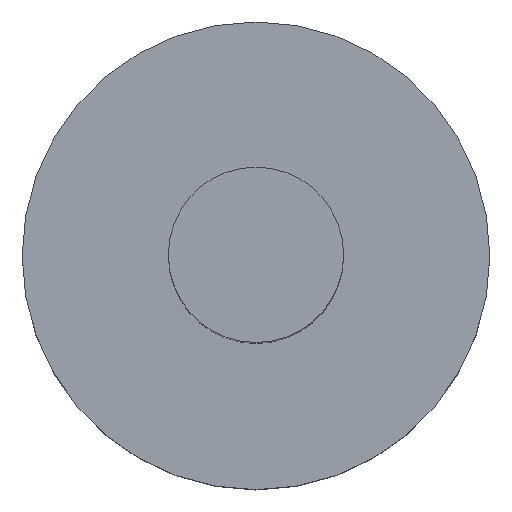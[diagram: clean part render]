
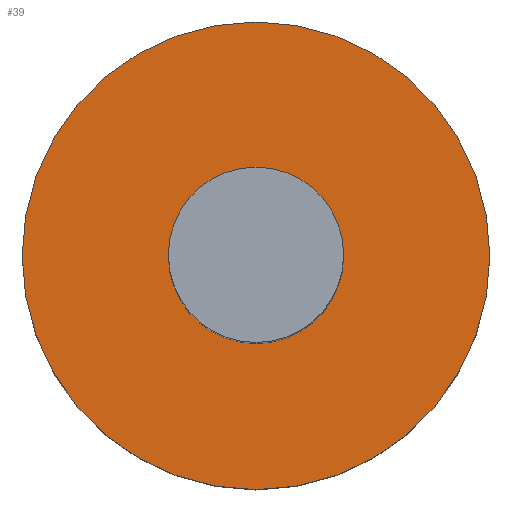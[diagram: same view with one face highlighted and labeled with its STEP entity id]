
A CAD part, top view. The second image highlights one B-rep face of the part: STEP entity #39.
In plain terms, the highlighted planar face has unit normal (0, 0, 1).
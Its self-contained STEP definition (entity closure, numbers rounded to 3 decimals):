
#8 = AXIS2_PLACEMENT_3D ( 'NONE', #131, #18, #200 ) ;
#18 = DIRECTION ( 'NONE',  ( 0., 0., 1. ) ) ;
#19 = CARTESIAN_POINT ( 'NONE',  ( 0., 0., 3. ) ) ;
#21 = AXIS2_PLACEMENT_3D ( 'NONE', #157, #98, #65 ) ;
#28 = FACE_BOUND ( 'NONE', #119, .T. ) ;
#39 = ADVANCED_FACE ( 'NONE', ( #97, #28 ), #126, .T. ) ;
#41 = EDGE_LOOP ( 'NONE', ( #96, #181 ) ) ;
#45 = CARTESIAN_POINT ( 'NONE',  ( 0., 0., 3. ) ) ;
#50 = AXIS2_PLACEMENT_3D ( 'NONE', #159, #132, #173 ) ;
#52 = CARTESIAN_POINT ( 'NONE',  ( 4., 0., 3. ) ) ;
#63 = VERTEX_POINT ( 'NONE', #112 ) ;
#64 = EDGE_CURVE ( 'NONE', #138, #167, #177, .T. ) ;
#65 = DIRECTION ( 'NONE',  ( 1., 0., 0. ) ) ;
#67 = DIRECTION ( 'NONE',  ( 0., 0., 1. ) ) ;
#75 = DIRECTION ( 'NONE',  ( 0., 0., 1. ) ) ;
#80 = EDGE_CURVE ( 'NONE', #167, #138, #122, .T. ) ;
#81 = VERTEX_POINT ( 'NONE', #143 ) ;
#84 = CARTESIAN_POINT ( 'NONE',  ( -4., 0., 3. ) ) ;
#96 = ORIENTED_EDGE ( 'NONE', *, *, #64, .T. ) ;
#97 = FACE_OUTER_BOUND ( 'NONE', #41, .T. ) ;
#98 = DIRECTION ( 'NONE',  ( 0., 0., 1. ) ) ;
#102 = DIRECTION ( 'NONE',  ( 1., 0., 0. ) ) ;
#108 = CIRCLE ( 'NONE', #210, 1.5 ) ;
#112 = CARTESIAN_POINT ( 'NONE',  ( 1.5, 0., 3. ) ) ;
#119 = EDGE_LOOP ( 'NONE', ( #134, #178 ) ) ;
#122 = CIRCLE ( 'NONE', #50, 4. ) ;
#126 = PLANE ( 'NONE',  #145 ) ;
#131 = CARTESIAN_POINT ( 'NONE',  ( 0., 0., 3. ) ) ;
#132 = DIRECTION ( 'NONE',  ( 0., 0., 1. ) ) ;
#134 = ORIENTED_EDGE ( 'NONE', *, *, #180, .F. ) ;
#138 = VERTEX_POINT ( 'NONE', #84 ) ;
#143 = CARTESIAN_POINT ( 'NONE',  ( -1.5, 0., 3. ) ) ;
#145 = AXIS2_PLACEMENT_3D ( 'NONE', #45, #67, #195 ) ;
#157 = CARTESIAN_POINT ( 'NONE',  ( 0., 0., 3. ) ) ;
#159 = CARTESIAN_POINT ( 'NONE',  ( 0., 0., 3. ) ) ;
#167 = VERTEX_POINT ( 'NONE', #52 ) ;
#170 = EDGE_CURVE ( 'NONE', #63, #81, #108, .T. ) ;
#173 = DIRECTION ( 'NONE',  ( 1., 0., 0. ) ) ;
#177 = CIRCLE ( 'NONE', #21, 4. ) ;
#178 = ORIENTED_EDGE ( 'NONE', *, *, #170, .F. ) ;
#180 = EDGE_CURVE ( 'NONE', #81, #63, #209, .T. ) ;
#181 = ORIENTED_EDGE ( 'NONE', *, *, #80, .T. ) ;
#195 = DIRECTION ( 'NONE',  ( 1., 0., 0. ) ) ;
#200 = DIRECTION ( 'NONE',  ( 1., 0., 0. ) ) ;
#209 = CIRCLE ( 'NONE', #8, 1.5 ) ;
#210 = AXIS2_PLACEMENT_3D ( 'NONE', #19, #75, #102 ) ;
